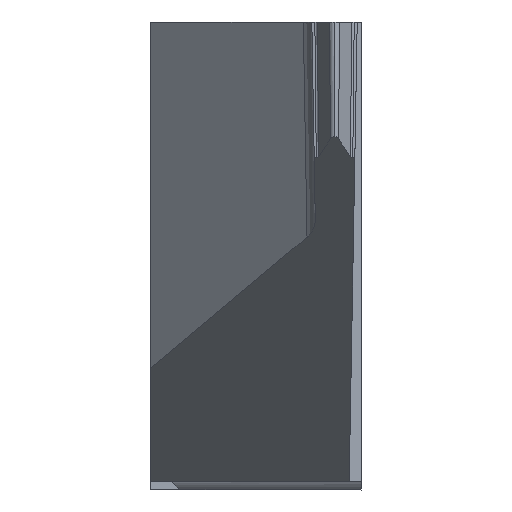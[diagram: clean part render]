
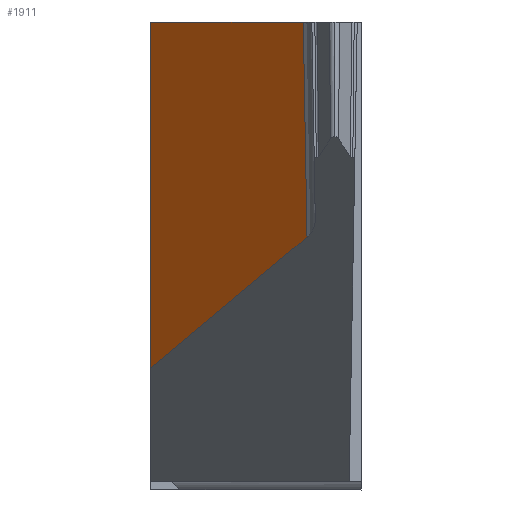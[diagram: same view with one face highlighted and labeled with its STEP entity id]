
A CAD part, front view. The second image highlights one B-rep face of the part: STEP entity #1911.
In plain terms, the highlighted planar face has unit normal (-0.707, -0.707, 0).
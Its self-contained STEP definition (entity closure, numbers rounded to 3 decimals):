
#304=CARTESIAN_POINT('',(0.,4.762,0.));
#305=VERTEX_POINT('',#304);
#316=CARTESIAN_POINT('',(0.,4.762,0.));
#317=DIRECTION('',(0.,0.,-1.));
#318=VECTOR('',#317,5.92);
#319=LINE('',#316,#318);
#320=CARTESIAN_POINT('',(0.,4.762,-5.92));
#321=VERTEX_POINT('',#320);
#322=EDGE_CURVE('',#305,#321,#319,.T.);
#568=CARTESIAN_POINT('',(2.672,2.089,-3.677));
#569=DIRECTION('',(-0.608,0.608,-0.51));
#570=VECTOR('',#569,4.394);
#571=LINE('',#568,#570);
#572=CARTESIAN_POINT('',(2.672,2.089,-3.677));
#573=VERTEX_POINT('',#572);
#574=EDGE_CURVE('',#573,#321,#571,.T.);
#1821=CARTESIAN_POINT('',(2.672,2.089,-3.677));
#1822=DIRECTION('',(-0.017,0.017,1.));
#1823=VECTOR('',#1822,3.679);
#1824=LINE('',#1821,#1823);
#1825=CARTESIAN_POINT('',(2.608,2.154,0.));
#1826=VERTEX_POINT('',#1825);
#1827=EDGE_CURVE('',#573,#1826,#1824,.T.);
#1863=CARTESIAN_POINT('',(1.053,3.708,23.034));
#1864=DIRECTION('',(0.707,0.707,0.));
#1865=DIRECTION('',(0.,0.,1.));
#1866=AXIS2_PLACEMENT_3D('',#1863,#1864,#1865);
#1867=PLANE('',#1866);
#1868=ORIENTED_EDGE('Edge 155',*,*,#322,.T.);
#1877=CARTESIAN_POINT('',(0.,4.762,0.));
#1878=DIRECTION('',(0.707,-0.707,0.));
#1879=VECTOR('',#1878,3.688);
#1880=LINE('',#1877,#1879);
#1881=EDGE_CURVE('',#305,#1826,#1880,.T.);
#1882=ORIENTED_EDGE('Edge 557',*,*,#1881,.F.);
#1891=ORIENTED_EDGE('Edge 1784',*,*,#1827,.T.);
#1900=ORIENTED_EDGE('Edge 619',*,*,#574,.F.);
#1909=EDGE_LOOP('',(#1900,#1891,#1882,#1868));
#1910=FACE_OUTER_BOUND('Loop 1790',#1909,.T.);
#1911=ADVANCED_FACE('Face 1791',(#1910),#1867,.F.);
